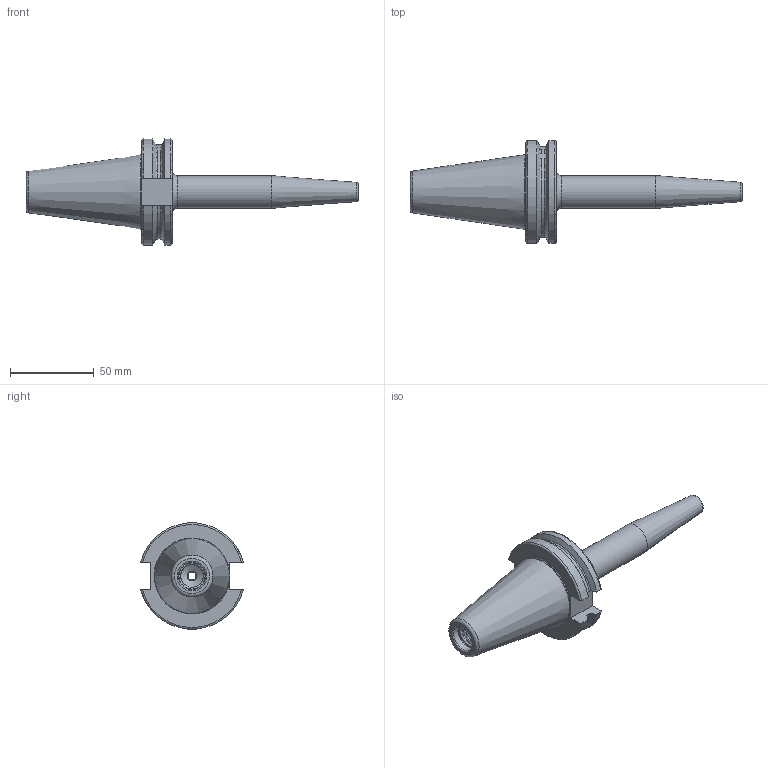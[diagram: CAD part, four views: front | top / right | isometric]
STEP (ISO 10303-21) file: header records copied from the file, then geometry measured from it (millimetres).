
FILE_DESCRIPTION(/* description */ (''),/* implementation_level */ '2;1');
FILE_NAME(/* name */ 'CAT40-SD018-130-B-X v3.step',/* time_stamp */ '2023-05-11T11:48:06-05:00',/* author */ (''),/* organization */ (''),/* preprocessor_version */ 'ST-DEVELOPER v19.2',/* originating_system */ 'Autodesk Translation Framework v12.4.0.73',/* authorisation */ '');
FILE_SCHEMA (('AUTOMOTIVE_DESIGN { 1 0 10303 214 3 1 1 }'));
Length unit declared in the file: millimetre
Products named in the file (1): CAT40-SD018-130-B-X
Bounding box: 198.25 x 61.4 x 63.31 mm (x, y, z)
Volume: 132136.8 mm3; surface area: 28574.6 mm2
Topology: 1 solids, 1 shells, 125 faces, 363 edges, 239 vertices
Faces by surface type: cylinder 71, plane 16, cone 16, torus 16, bspline 6
Full cylindrical faces by diameter (mm): 1.623 x10, 2.074 x6, 4.763 x1, 5.6 x1, 7 x1, 10 x1, 13.541 x10, 15.875 x9, 16.3 x1, 16.8 x1, 19.6 x1
Entity records: 9289 total; most frequent: CARTESIAN_POINT 6241, ORIENTED_EDGE 722, DIRECTION 516, EDGE_CURVE 361, VERTEX_POINT 239, AXIS2_PLACEMENT_3D 206, B_SPLINE_CURVE_WITH_KNOTS 159, EDGE_LOOP 132
